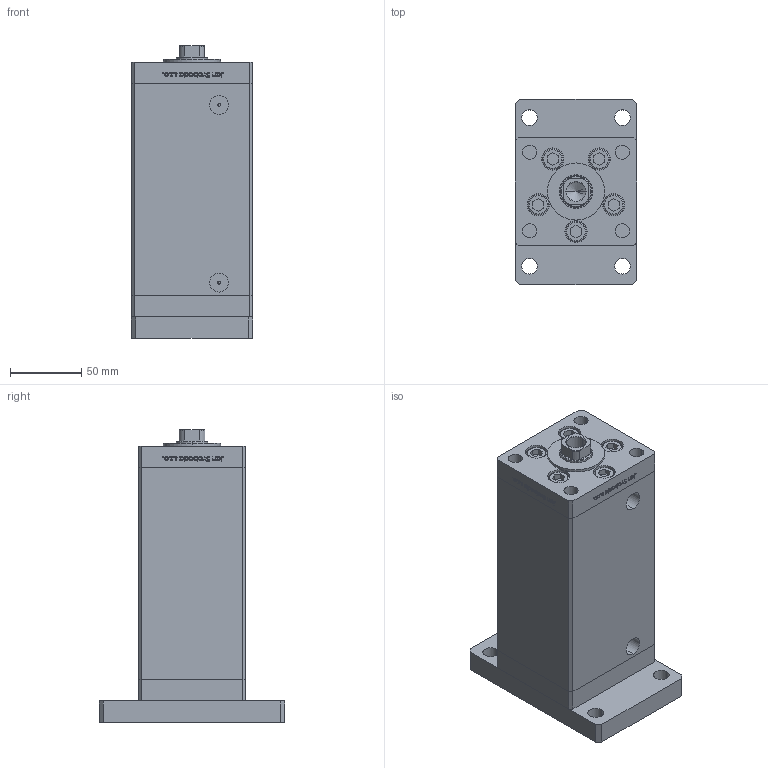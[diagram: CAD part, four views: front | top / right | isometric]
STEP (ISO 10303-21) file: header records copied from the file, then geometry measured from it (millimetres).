
FILE_DESCRIPTION (( 'STEP AP203' ), '1' );
FILE_NAME ('0c31.STEP', '2025-02-12T10:18:06', ( '' ), ( '' ), 'SwSTEP 2.0', 'SolidWorks 2019', '' );
FILE_SCHEMA (( 'CONFIG_CONTROL_DESIGN' ));
Length unit declared in the file: millimetre
Products named in the file (7): 0c31; V220C_F 6b7f3f8d880d448c6a0301ddb74531ba; V220C BACK_G 6b7f3f8d880d448c6a0301ddb74531ba; ALLEN BOLT 6b7f3f8d880d448c6a0301ddb74531ba; V220C_FRONT_G 6b7f3f8d880d448c6a0301ddb74531ba; V220C_G_MIDDLE 6b7f3f8d880d448c6a0301ddb74531ba; V220C_VC_G 6b7f3f8d880d448c6a0301ddb74531ba
Assembly tree (19 placements, depth 2):
  0c31
    V220C BACK_G 6b7f3f8d880d448c6a0301ddb74531ba
    V220C_FRONT_G 6b7f3f8d880d448c6a0301ddb74531ba
    V220C_G_MIDDLE 6b7f3f8d880d448c6a0301ddb74531ba
    ALLEN BOLT 6b7f3f8d880d448c6a0301ddb74531ba  x14
    V220C_F 6b7f3f8d880d448c6a0301ddb74531ba
    V220C_VC_G 6b7f3f8d880d448c6a0301ddb74531ba
Bounding box: 85 x 130 x 205 mm (x, y, z)
Volume: 1158152 mm3; surface area: 197576.5 mm2
Topology: 19 solids, 19 shells, 1313 faces, 3249 edges, 2123 vertices
Faces by surface type: plane 518, bspline 484, cylinder 189, cone 62, torus 60
Entity records: 53738 total; most frequent: CARTESIAN_POINT 30467, ORIENTED_EDGE 5298, DIRECTION 3101, EDGE_CURVE 2649, VERTEX_POINT 1759, VECTOR 1371, LINE 1371, EDGE_LOOP 1214
